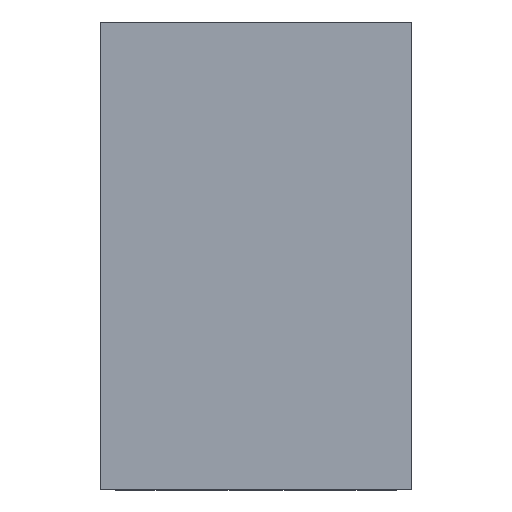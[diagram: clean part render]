
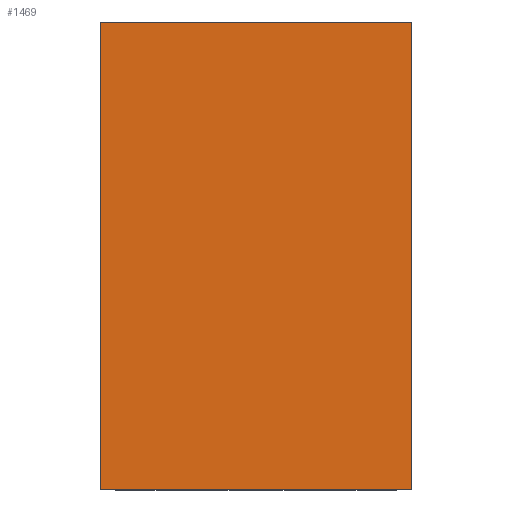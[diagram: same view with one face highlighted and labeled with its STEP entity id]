
A CAD part, top view. The second image highlights one B-rep face of the part: STEP entity #1469.
In plain terms, the highlighted planar face has unit normal (0, 0, 1).
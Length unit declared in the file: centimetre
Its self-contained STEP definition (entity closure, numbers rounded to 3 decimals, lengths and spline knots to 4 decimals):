
#55=FACE_OUTER_BOUND($,#141,.T.);
#141=EDGE_LOOP($,(#1125,#1126,#1127,#1128));
#254=LINE($,#2130,#458);
#296=LINE($,#2214,#500);
#297=LINE($,#2216,#501);
#298=LINE($,#2217,#502);
#458=VECTOR($,#1717,0.2);
#500=VECTOR($,#1801,0.3);
#501=VECTOR($,#1802,0.2);
#502=VECTOR($,#1803,0.3);
#649=VERTEX_POINT($,#2127);
#650=VERTEX_POINT($,#2129);
#671=VERTEX_POINT($,#2213);
#672=VERTEX_POINT($,#2215);
#798=EDGE_CURVE($,#650,#649,#254,.F.);
#840=EDGE_CURVE($,#649,#671,#296,.F.);
#841=EDGE_CURVE($,#671,#672,#297,.F.);
#842=EDGE_CURVE($,#672,#650,#298,.F.);
#1125=ORIENTED_EDGE($,*,*,#840,.T.);
#1126=ORIENTED_EDGE($,*,*,#841,.T.);
#1127=ORIENTED_EDGE($,*,*,#842,.T.);
#1128=ORIENTED_EDGE($,*,*,#798,.T.);
#1383=PLANE($,#1574);
#1469=ADVANCED_FACE($,(#55),#1383,.T.);
#1574=AXIS2_PLACEMENT_3D($,#2212,#1799,#1800);
#1717=DIRECTION($,(-1.,0.,0.));
#1799=DIRECTION('center_axis',(0.,0.,1.));
#1800=DIRECTION('ref_axis',(1.,0.,0.));
#1801=DIRECTION($,(0.,-1.,0.));
#1802=DIRECTION($,(1.,0.,0.));
#1803=DIRECTION($,(0.,1.,0.));
#2127=CARTESIAN_POINT('',(0.1,-0.15,0.05));
#2129=CARTESIAN_POINT('',(-0.1,-0.15,0.05));
#2130=CARTESIAN_POINT($,(0.,-0.15,0.05));
#2212=CARTESIAN_POINT('Origin',(0.,0.,0.05));
#2213=CARTESIAN_POINT('',(0.1,0.15,0.05));
#2214=CARTESIAN_POINT($,(0.1,0.,0.05));
#2215=CARTESIAN_POINT('',(-0.1,0.15,0.05));
#2216=CARTESIAN_POINT($,(0.,0.15,0.05));
#2217=CARTESIAN_POINT($,(-0.1,0.,0.05));
